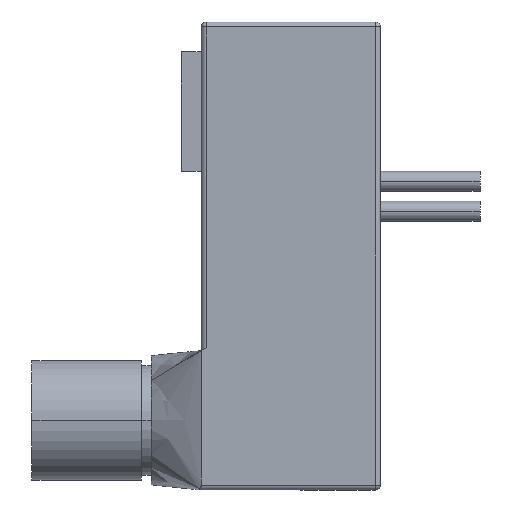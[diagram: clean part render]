
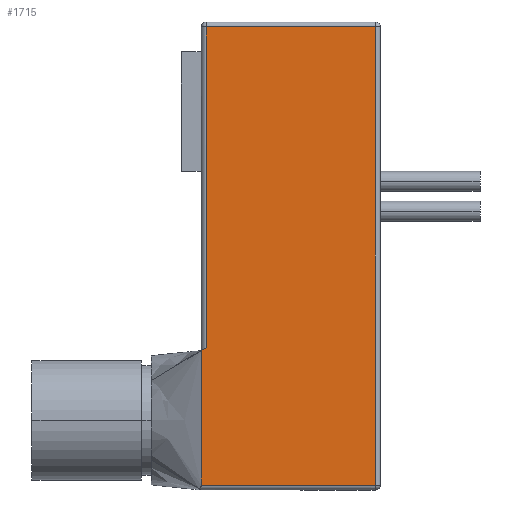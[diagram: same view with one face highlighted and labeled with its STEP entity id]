
A CAD part, left-side view. The second image highlights one B-rep face of the part: STEP entity #1715.
In plain terms, the highlighted planar face has unit normal (-1, 0, 0).
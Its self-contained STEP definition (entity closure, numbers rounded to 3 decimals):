
#361=DIRECTION('',(0.,1.,0.));
#362=VECTOR('',#361,17.);
#363=CARTESIAN_POINT('',(0.,0.5,-0.5));
#364=LINE('',#363,#362);
#392=DIRECTION('',(0.,0.,1.));
#393=VECTOR('',#392,46.);
#394=CARTESIAN_POINT('',(0.,0.5,-46.5));
#395=LINE('',#394,#393);
#406=CARTESIAN_POINT('',(0.,18.,
-33.));
#407=CARTESIAN_POINT('',(0.,17.945,
-32.967));
#408=CARTESIAN_POINT('',(0.,17.835,-32.902));
#409=CARTESIAN_POINT('',(0.,17.669,
-32.808));
#410=CARTESIAN_POINT('',(0.,17.556,
-32.748));
#411=CARTESIAN_POINT('',(0.,17.5,
-32.718));
#416=DIRECTION('',(0.,-1.,0.));
#417=VECTOR('',#416,17.5);
#418=CARTESIAN_POINT('',(0.,18.,-46.5));
#419=LINE('',#418,#417);
#572=CARTESIAN_POINT('',(0.,17.5,
-32.718));
#635=DIRECTION('',(0.,0.,-1.));
#636=VECTOR('',#635,32.218);
#637=CARTESIAN_POINT('',(0.,17.5,-0.5));
#638=LINE('',#637,#636);
#1012=CARTESIAN_POINT('',(0.,18.,
-46.5));
#1032=CARTESIAN_POINT('',(0.,18.,
-33.));
#1033=CARTESIAN_POINT('',(0.,17.998,
-37.5));
#1034=CARTESIAN_POINT('',(0.,17.999,
-42.));
#1035=CARTESIAN_POINT('',(0.,18.,
-46.5));
#1280=VERTEX_POINT('',#572);
#1281=VERTEX_POINT('',#406);
#1314=CARTESIAN_POINT('',(0.,17.5,-0.5));
#1315=VERTEX_POINT('',#1314);
#1324=CARTESIAN_POINT('',(0.,0.5,-0.5));
#1325=VERTEX_POINT('',#1324);
#1352=VERTEX_POINT('',#1012);
#1353=CARTESIAN_POINT('',(0.,0.5,-46.5));
#1354=VERTEX_POINT('',#1353);
#1698=CARTESIAN_POINT('',(0.,0.,-47.));
#1699=DIRECTION('',(-1.,0.,0.));
#1700=DIRECTION('',(0.,0.,1.));
#1701=AXIS2_PLACEMENT_3D('',#1698,#1699,#1700);
#1702=PLANE('',#1701);
#1704=ORIENTED_EDGE('',*,*,#1703,.F.);
#1706=ORIENTED_EDGE('',*,*,#1705,.F.);
#1708=ORIENTED_EDGE('',*,*,#1707,.T.);
#1710=ORIENTED_EDGE('',*,*,#1709,.F.);
#1711=ORIENTED_EDGE('',*,*,#1665,.F.);
#1712=ORIENTED_EDGE('',*,*,#1689,.F.);
#1713=EDGE_LOOP('',(#1704,#1706,#1708,#1710,#1711,#1712));
#1714=FACE_OUTER_BOUND('',#1713,.F.);
#1715=ADVANCED_FACE('',(#1714),#1702,.T.);
#412=B_SPLINE_CURVE_WITH_KNOTS('',3,(#406,#407,#408,#409,#410,#411),
.UNSPECIFIED.,.F.,.F.,(4,1,1,4),(0.,0.333,0.667,1.),
.UNSPECIFIED.);
#1036=B_SPLINE_CURVE_WITH_KNOTS('',3,(#1032,#1033,#1034,#1035),.UNSPECIFIED.,
.F.,.F.,(4,4),(0.,1.),.UNSPECIFIED.);
#1665=EDGE_CURVE('',#1325,#1315,#364,.T.);
#1689=EDGE_CURVE('',#1354,#1325,#395,.T.);
#1703=EDGE_CURVE('',#1352,#1354,#419,.T.);
#1705=EDGE_CURVE('',#1281,#1352,#1036,.T.);
#1707=EDGE_CURVE('',#1281,#1280,#412,.T.);
#1709=EDGE_CURVE('',#1315,#1280,#638,.T.);
